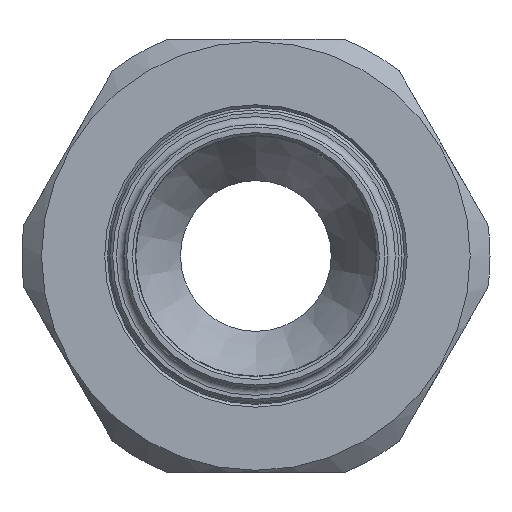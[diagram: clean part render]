
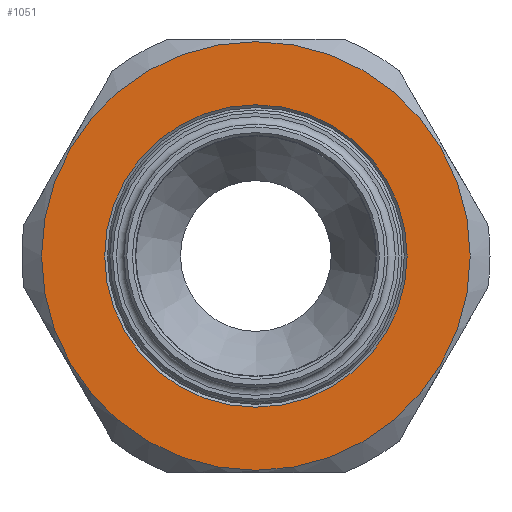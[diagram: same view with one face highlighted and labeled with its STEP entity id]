
A CAD part, left-side view. The second image highlights one B-rep face of the part: STEP entity #1051.
In plain terms, the highlighted planar face has unit normal (-1, 0, 0).
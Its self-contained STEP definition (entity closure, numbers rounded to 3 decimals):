
#42=FACE_BOUND('',#201,.T.);
#102=PLANE('',#1213);
#135=FACE_OUTER_BOUND('',#200,.T.);
#200=EDGE_LOOP('',(#798));
#201=EDGE_LOOP('',(#799));
#370=CIRCLE('',#1193,22.75);
#380=CIRCLE('',#1212,16.05);
#464=VERTEX_POINT('',#1781);
#473=VERTEX_POINT('',#1816);
#581=EDGE_CURVE('',#464,#464,#370,.T.);
#595=EDGE_CURVE('',#473,#473,#380,.T.);
#798=ORIENTED_EDGE('',*,*,#581,.T.);
#799=ORIENTED_EDGE('',*,*,#595,.F.);
#1051=ADVANCED_FACE('',(#135,#42),#102,.T.);
#1193=AXIS2_PLACEMENT_3D('',#1783,#1388,#1389);
#1212=AXIS2_PLACEMENT_3D('',#1817,#1429,#1430);
#1213=AXIS2_PLACEMENT_3D('',#1819,#1432,#1433);
#1388=DIRECTION('center_axis',(-1.,0.,0.));
#1389=DIRECTION('ref_axis',(0.,1.,0.));
#1429=DIRECTION('center_axis',(-1.,0.,0.));
#1430=DIRECTION('ref_axis',(0.,0.,-1.));
#1432=DIRECTION('center_axis',(-1.,0.,0.));
#1433=DIRECTION('ref_axis',(0.,0.,1.));
#1781=CARTESIAN_POINT('',(-19.,-22.75,0.));
#1783=CARTESIAN_POINT('Origin',(-19.,0.,0.));
#1816=CARTESIAN_POINT('',(-19.,0.,16.05));
#1817=CARTESIAN_POINT('Origin',(-19.,0.,0.));
#1819=CARTESIAN_POINT('Origin',(-19.,0.,0.));
